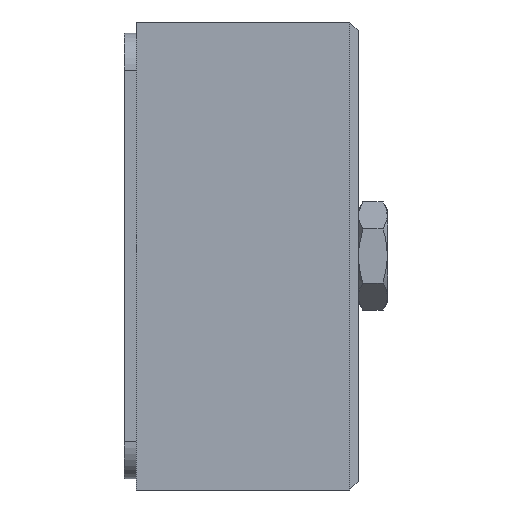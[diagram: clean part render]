
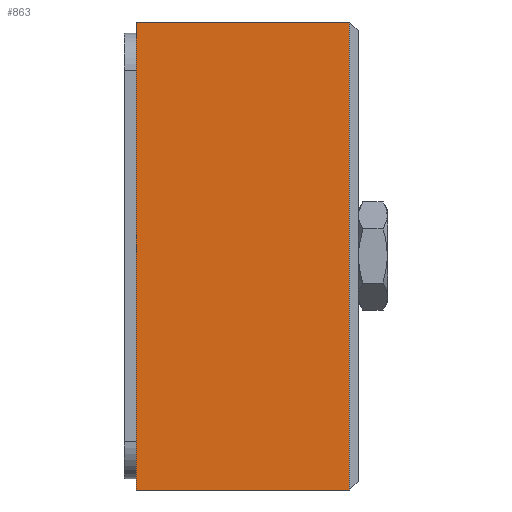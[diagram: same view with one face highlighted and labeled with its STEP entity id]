
A CAD part, left-side view. The second image highlights one B-rep face of the part: STEP entity #863.
In plain terms, the highlighted planar face has unit normal (-1, 0, 0).
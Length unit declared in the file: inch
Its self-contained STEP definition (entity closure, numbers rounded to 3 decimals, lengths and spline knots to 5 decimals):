
#104 = ORIENTED_EDGE ( 'NONE', *, *, #3562, .T. ) ;
#183 = CARTESIAN_POINT ( 'NONE',  ( -1.575, 0.748, 0.7875 ) ) ;
#196 = VERTEX_POINT ( 'NONE', #2718 ) ;
#214 = LINE ( 'NONE', #4800, #4123 ) ;
#376 = EDGE_CURVE ( 'NONE', #1978, #3938, #904, .T. ) ;
#710 = VECTOR ( 'NONE', #2186, 39.37008 ) ;
#856 = ORIENTED_EDGE ( 'NONE', *, *, #1868, .F. ) ;
#863 = ADVANCED_FACE ( 'NONE', ( #1239 ), #3008, .F. ) ;
#904 = LINE ( 'NONE', #183, #1270 ) ;
#1073 = CARTESIAN_POINT ( 'NONE',  ( -1.575, 0.03, 0.7875 ) ) ;
#1123 = AXIS2_PLACEMENT_3D ( 'NONE', #3347, #1889, #1912 ) ;
#1134 = EDGE_LOOP ( 'NONE', ( #2315, #104, #856, #2648 ) ) ;
#1239 = FACE_OUTER_BOUND ( 'NONE', #1134, .T. ) ;
#1270 = VECTOR ( 'NONE', #1320, 39.37008 ) ;
#1320 = DIRECTION ( 'NONE',  ( 0., 0., 1. ) ) ;
#1322 = LINE ( 'NONE', #2855, #2766 ) ;
#1360 = VERTEX_POINT ( 'NONE', #1073 ) ;
#1868 = EDGE_CURVE ( 'NONE', #3938, #1360, #2580, .T. ) ;
#1889 = DIRECTION ( 'NONE',  ( 1., 0., 0. ) ) ;
#1912 = DIRECTION ( 'NONE',  ( 0., 0., -1. ) ) ;
#1978 = VERTEX_POINT ( 'NONE', #3282 ) ;
#2186 = DIRECTION ( 'NONE',  ( 0., -1., 0. ) ) ;
#2315 = ORIENTED_EDGE ( 'NONE', *, *, #3042, .T. ) ;
#2580 = LINE ( 'NONE', #4049, #710 ) ;
#2648 = ORIENTED_EDGE ( 'NONE', *, *, #376, .F. ) ;
#2718 = CARTESIAN_POINT ( 'NONE',  ( -1.575, 0.03, -0.7875 ) ) ;
#2766 = VECTOR ( 'NONE', #3648, 39.37008 ) ;
#2855 = CARTESIAN_POINT ( 'NONE',  ( -1.575, 0.748, -0.7875 ) ) ;
#2918 = DIRECTION ( 'NONE',  ( 0., 0., 1. ) ) ;
#3008 = PLANE ( 'NONE',  #1123 ) ;
#3042 = EDGE_CURVE ( 'NONE', #1978, #196, #1322, .T. ) ;
#3282 = CARTESIAN_POINT ( 'NONE',  ( -1.575, 0.748, -0.7875 ) ) ;
#3347 = CARTESIAN_POINT ( 'NONE',  ( -1.575, 0.748, 0.7875 ) ) ;
#3562 = EDGE_CURVE ( 'NONE', #196, #1360, #214, .T. ) ;
#3648 = DIRECTION ( 'NONE',  ( 0., -1., 0. ) ) ;
#3938 = VERTEX_POINT ( 'NONE', #4165 ) ;
#4049 = CARTESIAN_POINT ( 'NONE',  ( -1.575, 0.748, 0.7875 ) ) ;
#4123 = VECTOR ( 'NONE', #2918, 39.37008 ) ;
#4165 = CARTESIAN_POINT ( 'NONE',  ( -1.575, 0.748, 0.7875 ) ) ;
#4800 = CARTESIAN_POINT ( 'NONE',  ( -1.575, 0.03, 0.7875 ) ) ;
